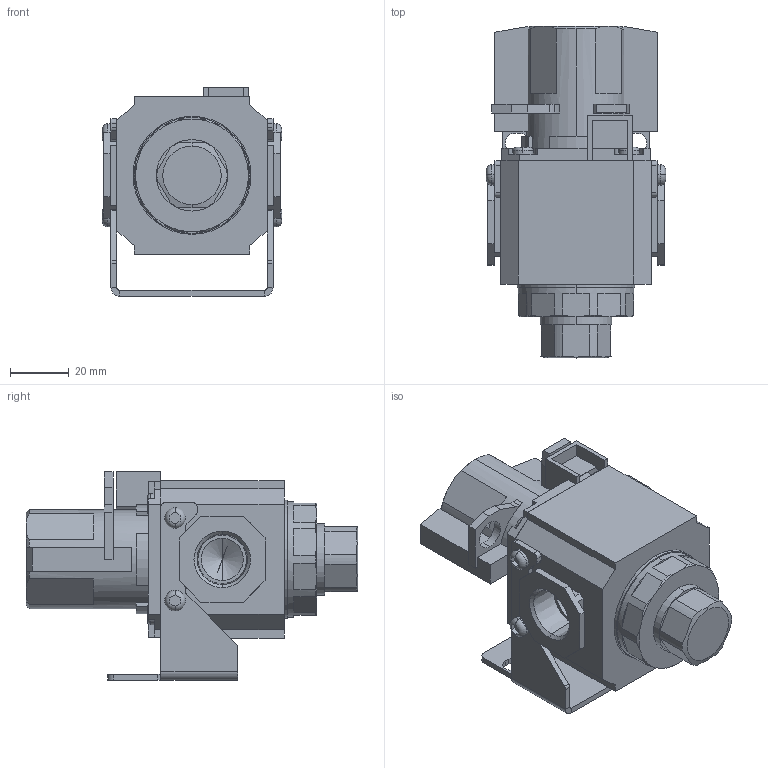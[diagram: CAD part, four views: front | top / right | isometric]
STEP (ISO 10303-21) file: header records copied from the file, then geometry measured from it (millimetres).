
FILE_DESCRIPTION (( 'STEP AP203' ), '1' );
FILE_NAME ('ARV-33.step', '2015-11-09T22:42:47', ( '' ), ( '' ), 'SwSTEP 2.0', 'SolidWorks 2015', '' );
FILE_SCHEMA (( 'CONFIG_CONTROL_DESIGN' ));
Length unit declared in the file: millimetre
Products named in the file (1): ARV-33
Bounding box: 60.97 x 112.5 x 70.7 mm (x, y, z)
Volume: 189349.9 mm3; surface area: 48549.5 mm2
Topology: 18 solids, 18 shells, 418 faces, 1066 edges, 695 vertices
Faces by surface type: plane 290, cylinder 83, cone 29, torus 16
Entity records: 12710 total; most frequent: CARTESIAN_POINT 2428, ORIENTED_EDGE 2124, DIRECTION 2093, EDGE_CURVE 1062, LINE 741, VECTOR 741, VERTEX_POINT 695, AXIS2_PLACEMENT_3D 676
